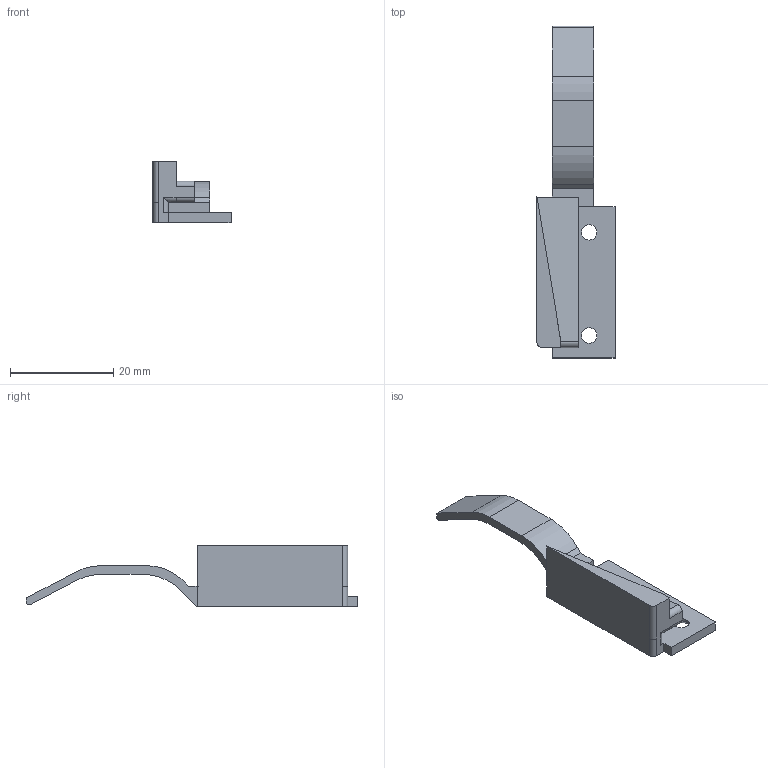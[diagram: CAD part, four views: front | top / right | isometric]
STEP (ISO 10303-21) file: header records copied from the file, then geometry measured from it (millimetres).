
FILE_DESCRIPTION (( 'STEP AP203' ), '1' );
FILE_NAME ('topspr3_m.STEP', '2018-06-24T23:26:02', ( '' ), ( '' ), 'SwSTEP 2.0', 'SolidWorks 2013', '' );
FILE_SCHEMA (( 'CONFIG_CONTROL_DESIGN' ));
Length unit declared in the file: millimetre
Products named in the file (1): topspr3_m
Bounding box: 15.13 x 64.36 x 12 mm (x, y, z)
Volume: 2413.4 mm3; surface area: 2727.4 mm2
Topology: 1 solids, 1 shells, 48 faces, 130 edges, 84 vertices
Faces by surface type: plane 27, cylinder 17, cone 4
Entity records: 1590 total; most frequent: CARTESIAN_POINT 269, ORIENTED_EDGE 260, DIRECTION 259, EDGE_CURVE 130, LINE 95, VECTOR 95, VERTEX_POINT 84, AXIS2_PLACEMENT_3D 82
